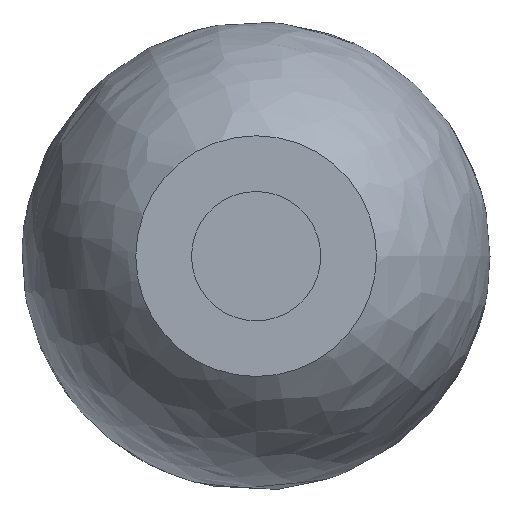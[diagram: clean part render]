
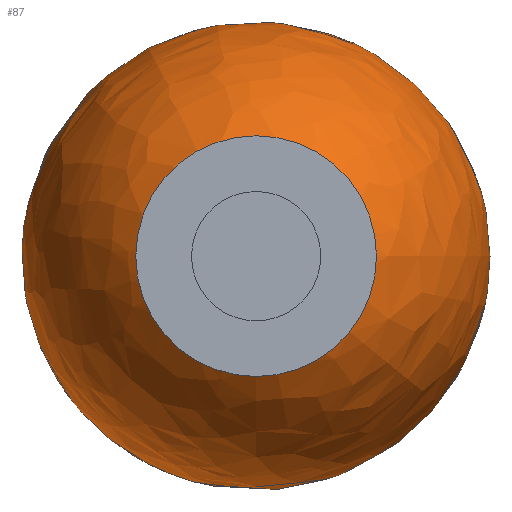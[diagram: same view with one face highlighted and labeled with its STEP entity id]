
A CAD part, front view. The second image highlights one B-rep face of the part: STEP entity #87.
In plain terms, the highlighted free-form (B-spline) face has degree [2, 2] with [5, 9] control points.
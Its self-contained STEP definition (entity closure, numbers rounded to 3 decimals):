
#17=ELLIPSE('',#109,16.665,12.5);
#18=(
BOUNDED_SURFACE()
B_SPLINE_SURFACE(2,2,((#154,#155,#156,#157,#158,#159,#160,#161,#162),(#163,
#164,#165,#166,#167,#168,#169,#170,#171),(#172,#173,#174,#175,#176,#177,
#178,#179,#180),(#181,#182,#183,#184,#185,#186,#187,#188,#189),(#190,#191,
#192,#193,#194,#195,#196,#197,#198)),.UNSPECIFIED.,.F.,.T.,.F.)
B_SPLINE_SURFACE_WITH_KNOTS((3,2,3),(3,2,2,2,3),(-2.816,-1.408,
0.),(0.,1.571,3.142,4.712,6.283),
 .UNSPECIFIED.)
GEOMETRIC_REPRESENTATION_ITEM()
RATIONAL_B_SPLINE_SURFACE(((1.,0.707,1.,0.707,1.,
0.707,1.,0.707,1.),(0.762,0.539,
0.762,0.539,0.762,0.539,
0.762,0.539,0.762),(1.,0.707,
1.,0.707,1.,0.707,1.,0.707,1.),(0.762,
0.539,0.762,0.539,0.762,
0.539,0.762,0.539,0.762),
(1.,0.707,1.,0.707,1.,0.707,1.,0.707,
1.)))
REPRESENTATION_ITEM('')
SURFACE()
);
#23=FACE_OUTER_BOUND('',#29,.T.);
#29=EDGE_LOOP('',(#68,#69,#70,#71));
#42=CIRCLE('',#110,4.);
#43=CIRCLE('',#111,4.);
#48=VERTEX_POINT('',#199);
#49=VERTEX_POINT('',#200);
#50=VERTEX_POINT('',#202);
#56=EDGE_CURVE('',#48,#49,#17,.T.);
#57=EDGE_CURVE('',#50,#49,#42,.T.);
#58=EDGE_CURVE('',#49,#50,#43,.T.);
#68=ORIENTED_EDGE('',*,*,#56,.F.);
#69=ORIENTED_EDGE('',*,*,#56,.T.);
#70=ORIENTED_EDGE('',*,*,#57,.F.);
#71=ORIENTED_EDGE('',*,*,#58,.F.);
#87=ADVANCED_FACE('',(#23),#18,.T.);
#109=AXIS2_PLACEMENT_3D('',#201,#128,#129);
#110=AXIS2_PLACEMENT_3D('',#203,#130,#131);
#111=AXIS2_PLACEMENT_3D('',#204,#132,#133);
#128=DIRECTION('center_axis',(0.,0.,-1.));
#129=DIRECTION('ref_axis',(0.,1.,0.));
#130=DIRECTION('center_axis',(0.,-1.,0.));
#131=DIRECTION('ref_axis',(1.,0.,0.));
#132=DIRECTION('center_axis',(0.,-1.,0.));
#133=DIRECTION('ref_axis',(1.,0.,0.));
#154=CARTESIAN_POINT('Ctrl Pts',(4.,4.211,0.));
#155=CARTESIAN_POINT('Ctrl Pts',(4.,4.211,4.));
#156=CARTESIAN_POINT('Ctrl Pts',(0.,4.211,4.));
#157=CARTESIAN_POINT('Ctrl Pts',(-4.,4.211,4.));
#158=CARTESIAN_POINT('Ctrl Pts',(-4.,4.211,0.));
#159=CARTESIAN_POINT('Ctrl Pts',(-4.,4.211,-4.));
#160=CARTESIAN_POINT('Ctrl Pts',(0.,4.211,-4.));
#161=CARTESIAN_POINT('Ctrl Pts',(4.,4.211,-4.));
#162=CARTESIAN_POINT('Ctrl Pts',(4.,4.211,0.));
#163=CARTESIAN_POINT('Ctrl Pts',(14.056,8.739,0.));
#164=CARTESIAN_POINT('Ctrl Pts',(14.056,8.739,14.056));
#165=CARTESIAN_POINT('Ctrl Pts',(0.,8.739,14.056));
#166=CARTESIAN_POINT('Ctrl Pts',(-14.056,8.739,14.056));
#167=CARTESIAN_POINT('Ctrl Pts',(-14.056,8.739,0.));
#168=CARTESIAN_POINT('Ctrl Pts',(-14.056,8.739,-14.056));
#169=CARTESIAN_POINT('Ctrl Pts',(0.,8.739,-14.056));
#170=CARTESIAN_POINT('Ctrl Pts',(14.056,8.739,-14.056));
#171=CARTESIAN_POINT('Ctrl Pts',(14.056,8.739,0.));
#172=CARTESIAN_POINT('Ctrl Pts',(12.335,22.702,0.));
#173=CARTESIAN_POINT('Ctrl Pts',(12.335,22.702,12.335));
#174=CARTESIAN_POINT('Ctrl Pts',(0.,22.702,12.335));
#175=CARTESIAN_POINT('Ctrl Pts',(-12.335,22.702,12.335));
#176=CARTESIAN_POINT('Ctrl Pts',(-12.335,22.702,0.));
#177=CARTESIAN_POINT('Ctrl Pts',(-12.335,22.702,-12.335));
#178=CARTESIAN_POINT('Ctrl Pts',(0.,22.702,-12.335));
#179=CARTESIAN_POINT('Ctrl Pts',(12.335,22.702,-12.335));
#180=CARTESIAN_POINT('Ctrl Pts',(12.335,22.702,0.));
#181=CARTESIAN_POINT('Ctrl Pts',(10.614,36.665,0.));
#182=CARTESIAN_POINT('Ctrl Pts',(10.614,36.665,10.614));
#183=CARTESIAN_POINT('Ctrl Pts',(0.,36.665,10.614));
#184=CARTESIAN_POINT('Ctrl Pts',(-10.614,36.665,10.614));
#185=CARTESIAN_POINT('Ctrl Pts',(-10.614,36.665,0.));
#186=CARTESIAN_POINT('Ctrl Pts',(-10.614,36.665,-10.614));
#187=CARTESIAN_POINT('Ctrl Pts',(0.,36.665,-10.614));
#188=CARTESIAN_POINT('Ctrl Pts',(10.614,36.665,-10.614));
#189=CARTESIAN_POINT('Ctrl Pts',(10.614,36.665,0.));
#190=CARTESIAN_POINT('Ctrl Pts',(0.,36.665,0.));
#191=CARTESIAN_POINT('Ctrl Pts',(0.,36.665,0.));
#192=CARTESIAN_POINT('Ctrl Pts',(0.,36.665,0.));
#193=CARTESIAN_POINT('Ctrl Pts',(0.,36.665,0.));
#194=CARTESIAN_POINT('Ctrl Pts',(0.,36.665,0.));
#195=CARTESIAN_POINT('Ctrl Pts',(0.,36.665,0.));
#196=CARTESIAN_POINT('Ctrl Pts',(0.,36.665,0.));
#197=CARTESIAN_POINT('Ctrl Pts',(0.,36.665,0.));
#198=CARTESIAN_POINT('Ctrl Pts',(0.,36.665,0.));
#199=CARTESIAN_POINT('',(0.,36.665,0.));
#200=CARTESIAN_POINT('',(4.,4.211,0.));
#201=CARTESIAN_POINT('Origin',(0.,20.,0.));
#202=CARTESIAN_POINT('',(-4.,4.211,0.));
#203=CARTESIAN_POINT('Origin',(0.,4.211,0.));
#204=CARTESIAN_POINT('Origin',(0.,4.211,0.));
